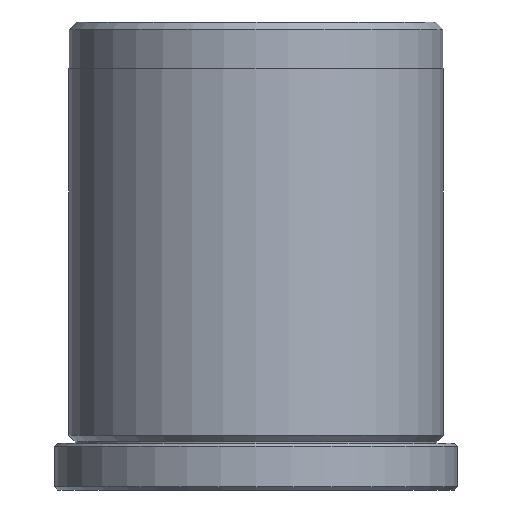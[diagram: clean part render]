
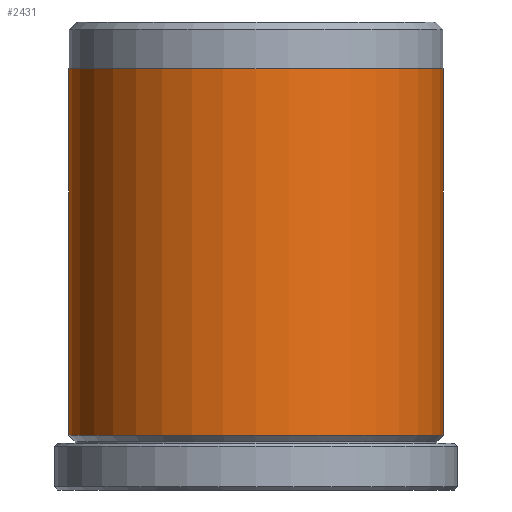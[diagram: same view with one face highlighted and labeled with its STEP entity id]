
A CAD part, front view. The second image highlights one B-rep face of the part: STEP entity #2431.
In plain terms, the highlighted cylindrical face has radius 12 mm (diameter 24 mm), a partial arc.
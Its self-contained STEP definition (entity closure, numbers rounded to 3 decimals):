
#88 = ORIENTED_EDGE ( 'NONE', *, *, #224, .F. ) ;
#144 = CARTESIAN_POINT ( 'NONE',  ( 12., 0., 30. ) ) ;
#219 = FACE_OUTER_BOUND ( 'NONE', #1486, .T. ) ;
#223 = VERTEX_POINT ( 'NONE', #2374 ) ;
#224 = EDGE_CURVE ( 'NONE', #2140, #1862, #2657, .T. ) ;
#231 = AXIS2_PLACEMENT_3D ( 'NONE', #1993, #716, #2222 ) ;
#445 = ORIENTED_EDGE ( 'NONE', *, *, #2272, .T. ) ;
#716 = DIRECTION ( 'NONE',  ( 0., 0., -1. ) ) ;
#1079 = EDGE_CURVE ( 'NONE', #1862, #223, #1269, .T. ) ;
#1157 = CIRCLE ( 'NONE', #231, 12. ) ;
#1209 = CARTESIAN_POINT ( 'NONE',  ( 0., 0., 30. ) ) ;
#1269 = CIRCLE ( 'NONE', #1469, 12. ) ;
#1421 = DIRECTION ( 'NONE',  ( 0., 0., -1. ) ) ;
#1443 = CYLINDRICAL_SURFACE ( 'NONE', #1461, 12. ) ;
#1461 = AXIS2_PLACEMENT_3D ( 'NONE', #1209, #1421, #2482 ) ;
#1469 = AXIS2_PLACEMENT_3D ( 'NONE', #2358, #2378, #2386 ) ;
#1486 = EDGE_LOOP ( 'NONE', ( #88, #445, #2100, #2035 ) ) ;
#1494 = VECTOR ( 'NONE', #2578, 1000. ) ;
#1536 = EDGE_CURVE ( 'NONE', #1542, #223, #2051, .T. ) ;
#1542 = VERTEX_POINT ( 'NONE', #2453 ) ;
#1862 = VERTEX_POINT ( 'NONE', #2056 ) ;
#1961 = CARTESIAN_POINT ( 'NONE',  ( 12., 0., 27. ) ) ;
#1993 = CARTESIAN_POINT ( 'NONE',  ( 0., 0., 27. ) ) ;
#2035 = ORIENTED_EDGE ( 'NONE', *, *, #1079, .F. ) ;
#2051 = LINE ( 'NONE', #2464, #1494 ) ;
#2056 = CARTESIAN_POINT ( 'NONE',  ( 12., 0., 3.5 ) ) ;
#2060 = VECTOR ( 'NONE', #2510, 1000. ) ;
#2100 = ORIENTED_EDGE ( 'NONE', *, *, #1536, .T. ) ;
#2140 = VERTEX_POINT ( 'NONE', #1961 ) ;
#2222 = DIRECTION ( 'NONE',  ( -1., 0., 0. ) ) ;
#2272 = EDGE_CURVE ( 'NONE', #2140, #1542, #1157, .T. ) ;
#2358 = CARTESIAN_POINT ( 'NONE',  ( 0., 0., 3.5 ) ) ;
#2374 = CARTESIAN_POINT ( 'NONE',  ( -12., 0., 3.5 ) ) ;
#2378 = DIRECTION ( 'NONE',  ( 0., 0., -1. ) ) ;
#2386 = DIRECTION ( 'NONE',  ( -1., 0., 0. ) ) ;
#2431 = ADVANCED_FACE ( 'NONE', ( #219 ), #1443, .T. ) ;
#2453 = CARTESIAN_POINT ( 'NONE',  ( -12., 0., 27. ) ) ;
#2464 = CARTESIAN_POINT ( 'NONE',  ( -12., 0., 30. ) ) ;
#2482 = DIRECTION ( 'NONE',  ( -1., 0., 0. ) ) ;
#2510 = DIRECTION ( 'NONE',  ( 0., 0., -1. ) ) ;
#2578 = DIRECTION ( 'NONE',  ( 0., 0., -1. ) ) ;
#2657 = LINE ( 'NONE', #144, #2060 ) ;
